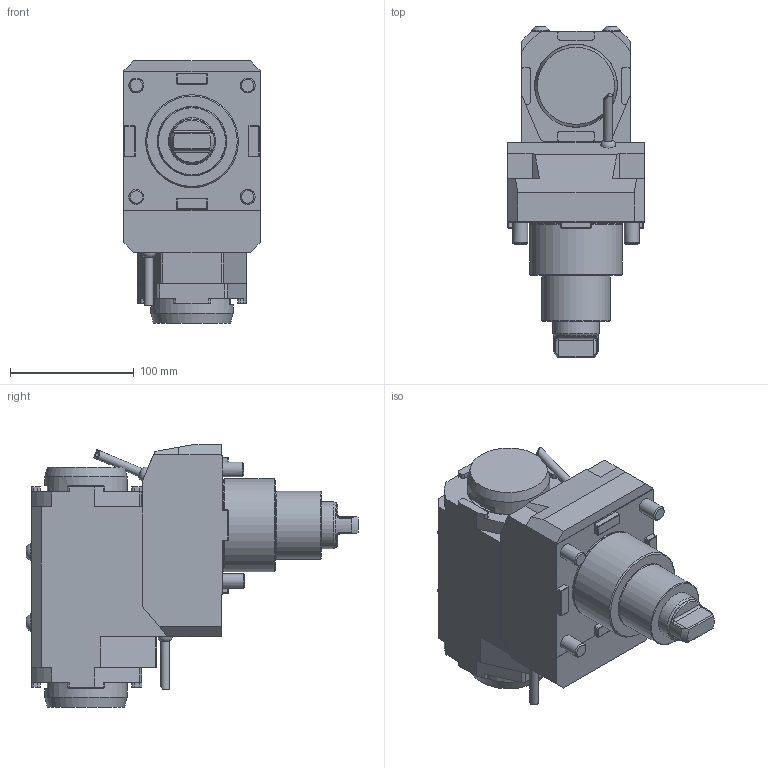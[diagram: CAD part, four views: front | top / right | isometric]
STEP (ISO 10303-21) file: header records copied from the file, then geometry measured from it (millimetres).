
FILE_DESCRIPTION (( 'STEP AP214' ), '1' );
FILE_NAME ('RRPPTAH40I421UT75P.STEP', '2025-11-08T07:42:14', ( '' ), ( '' ), 'SwSTEP 2.0', 'SolidWorks 2023', '' );
FILE_SCHEMA (( 'AUTOMOTIVE_DESIGN' ));
Length unit declared in the file: millimetre
Products named in the file (1): RRPPTAH40I421UT75P
Bounding box: 110 x 268.1 x 212 mm (x, y, z)
Volume: 2698923 mm3; surface area: 151082.3 mm2
Topology: 2 solids, 4 shells, 666 faces, 1737 edges, 1156 vertices
Faces by surface type: plane 454, cylinder 111, bspline 71, cone 23, sphere 6, torus 1
Full cylindrical faces by diameter (mm): 1.7 x1, 2.1 x1, 4 x2, 5 x1, 6.366 x1, 7 x2, 8.566 x2, 12 x6, 14 x4, 36 x1, 38 x1, 55 x1, 66.5 x2, 67 x2, 74.6 x1, 75 x1
Entity records: 28351 total; most frequent: CARTESIAN_POINT 8942, ORIENTED_EDGE 3326, DIRECTION 2905, EDGE_CURVE 1663, LINE 1235, VECTOR 1235, VERTEX_POINT 1128, AXIS2_PLACEMENT_3D 835
